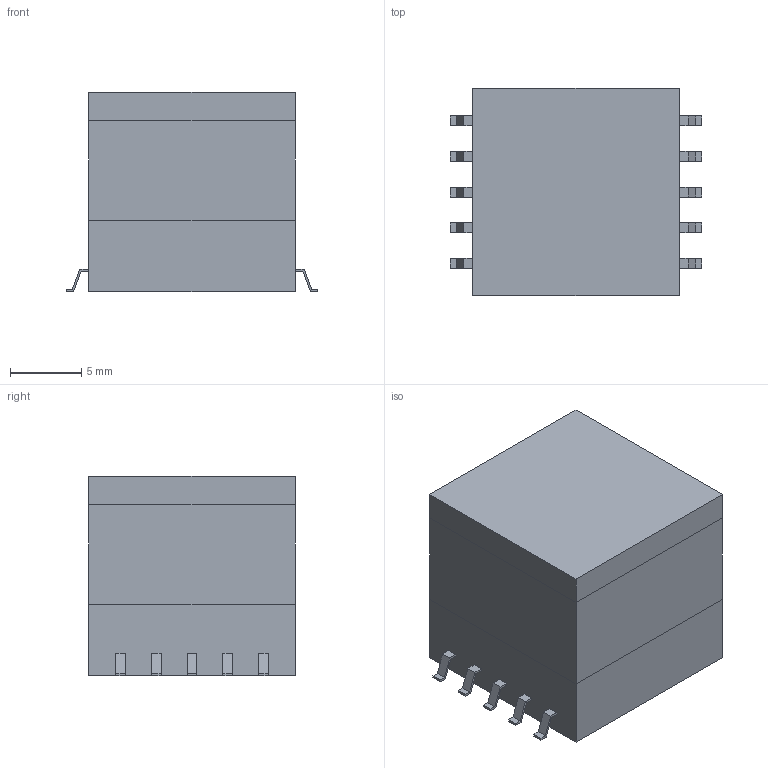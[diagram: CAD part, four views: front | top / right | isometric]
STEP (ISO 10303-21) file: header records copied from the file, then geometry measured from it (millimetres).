
FILE_DESCRIPTION(('FreeCAD Model'),'2;1');
FILE_NAME('Open CASCADE Shape Model','2021-12-05T01:19:57',('Author'),( ''),'Open CASCADE STEP processor 7.5','FreeCAD','Unknown');
FILE_SCHEMA(('AUTOMOTIVE_DESIGN { 1 0 10303 214 1 1 1 1 }'));
Length unit declared in the file: millimetre
Products named in the file (8): Part001; Body004; Body005; Body006; Array002; Array001; Array; Body007
Assembly tree (12 placements, depth 5):
  Part001
    Body004
    Body005
    Body006
    Array002
      Array001  x2
        Array
          Body007  x3
Bounding box: 17.65 x 14.5 x 14 mm (x, y, z)
Volume: 2948.4 mm3; surface area: 2155.9 mm2
Topology: 21 solids, 21 shells, 198 faces, 468 edges, 312 vertices
Faces by surface type: plane 198
Entity records: 958 total; most frequent: DIRECTION 142, CARTESIAN_POINT 141, ORIENTED_EDGE 120, EDGE_CURVE 60, LINE 60, VECTOR 60, AXIS2_PLACEMENT_3D 41, VERTEX_POINT 40
